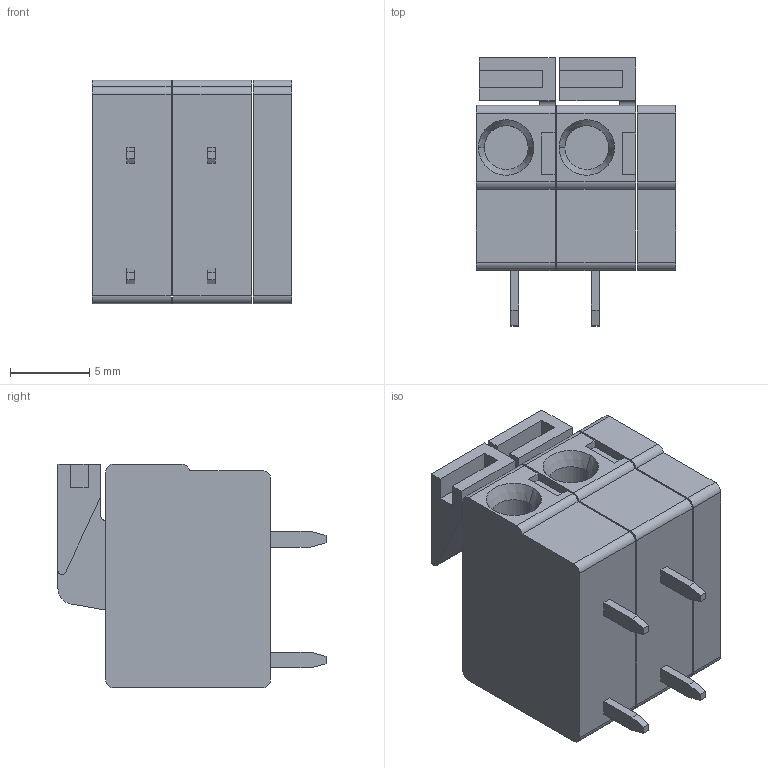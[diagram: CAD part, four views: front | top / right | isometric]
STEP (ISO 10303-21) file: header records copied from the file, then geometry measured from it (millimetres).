
FILE_DESCRIPTION (( 'STEP AP214' ), '1' );
FILE_NAME ('DG142R-2-5.08.STEP', '2017-12-04T17:30:22', ( '' ), ( '' ), 'SwSTEP 2.0', 'SolidWorks 2017', '' );
FILE_SCHEMA (( 'AUTOMOTIVE_DESIGN' ));
Length unit declared in the file: millimetre
Products named in the file (1): DG142R-2-5.08
Bounding box: 12.6 x 16.9 x 14.1 mm (x, y, z)
Volume: 1790.6 mm3; surface area: 1978.1 mm2
Topology: 9 solids, 9 shells, 128 faces, 320 edges, 212 vertices
Faces by surface type: plane 99, cylinder 25, cone 4
Entity records: 4200 total; most frequent: CARTESIAN_POINT 661, ORIENTED_EDGE 640, DIRECTION 632, EDGE_CURVE 320, VECTOR 266, LINE 266, VERTEX_POINT 212, AXIS2_PLACEMENT_3D 183
